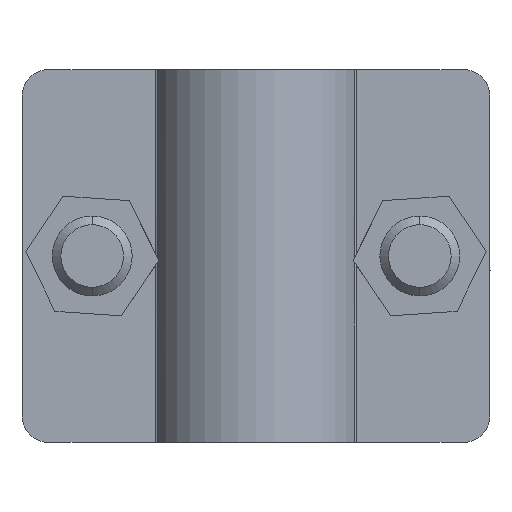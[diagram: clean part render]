
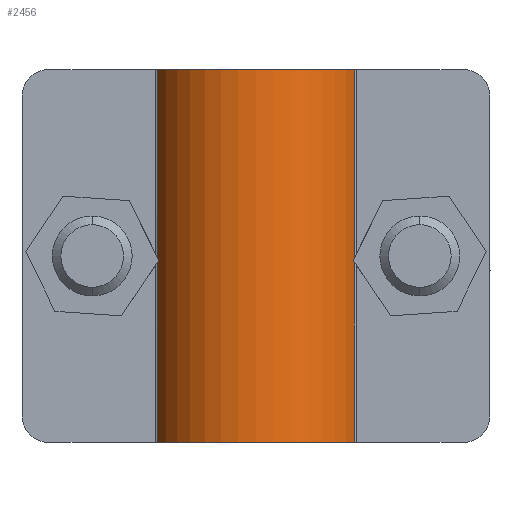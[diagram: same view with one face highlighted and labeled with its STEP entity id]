
A CAD part, front view. The second image highlights one B-rep face of the part: STEP entity #2456.
In plain terms, the highlighted cylindrical face has radius 8 mm (diameter 16 mm), a partial arc.
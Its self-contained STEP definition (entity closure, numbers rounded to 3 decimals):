
#2 = DIRECTION ( 'NONE',  ( 0., 0., 1. ) ) ;
#45 = ORIENTED_EDGE ( 'NONE', *, *, #709, .T. ) ;
#62 = LINE ( 'NONE', #934, #2305 ) ;
#109 = VERTEX_POINT ( 'NONE', #339 ) ;
#114 =( BOUNDED_CURVE ( )  B_SPLINE_CURVE ( 3, ( #2555, #836, #1480, #2357 ),
 .UNSPECIFIED., .F., .F. ) 
 B_SPLINE_CURVE_WITH_KNOTS ( ( 4, 4 ),
 ( 5.863, 5.882 ),
 .UNSPECIFIED. ) 
 CURVE ( )  GEOMETRIC_REPRESENTATION_ITEM ( )  RATIONAL_B_SPLINE_CURVE ( ( 1., 1., 1., 1. ) ) 
 REPRESENTATION_ITEM ( '' )  );
#154 = EDGE_CURVE ( 'NONE', #2187, #1236, #114, .T. ) ;
#280 = CARTESIAN_POINT ( 'NONE',  ( -7.306, -3.26, -0.342 ) ) ;
#327 = CARTESIAN_POINT ( 'NONE',  ( 7.306, -3.26, -0.342 ) ) ;
#339 = CARTESIAN_POINT ( 'NONE',  ( -7.366, -3.122, -0.22 ) ) ;
#354 = CARTESIAN_POINT ( 'NONE',  ( -7.366, -3.122, 14. ) ) ;
#357 = VERTEX_POINT ( 'NONE', #933 ) ;
#369 = LINE ( 'NONE', #354, #2789 ) ;
#407 = DIRECTION ( 'NONE',  ( 0., 0., -1. ) ) ;
#501 = VERTEX_POINT ( 'NONE', #2103 ) ;
#517 = VERTEX_POINT ( 'NONE', #940 ) ;
#526 = EDGE_CURVE ( 'NONE', #517, #109, #1791, .T. ) ;
#599 = DIRECTION ( 'NONE',  ( 0., 0., 1. ) ) ;
#611 = CARTESIAN_POINT ( 'NONE',  ( 7.366, -3.122, 14. ) ) ;
#613 = EDGE_CURVE ( 'NONE', #357, #886, #1101, .T. ) ;
#622 = CARTESIAN_POINT ( 'NONE',  ( -7.366, -3.122, -0.431 ) ) ;
#626 = CARTESIAN_POINT ( 'NONE',  ( 7.366, -3.122, -14. ) ) ;
#652 = VERTEX_POINT ( 'NONE', #2131 ) ;
#709 = EDGE_CURVE ( 'NONE', #1236, #1489, #369, .T. ) ;
#742 = ORIENTED_EDGE ( 'NONE', *, *, #1131, .T. ) ;
#758 = VECTOR ( 'NONE', #1603, 1000. ) ;
#808 = ORIENTED_EDGE ( 'NONE', *, *, #1073, .F. ) ;
#836 = CARTESIAN_POINT ( 'NONE',  ( -7.326, -3.214, -0.373 ) ) ;
#886 = VERTEX_POINT ( 'NONE', #2572 ) ;
#933 = CARTESIAN_POINT ( 'NONE',  ( 7.366, -3.122, -0.22 ) ) ;
#934 = CARTESIAN_POINT ( 'NONE',  ( 7.366, -3.122, 14. ) ) ;
#940 = CARTESIAN_POINT ( 'NONE',  ( -7.366, -3.122, 14. ) ) ;
#946 = CIRCLE ( 'NONE', #2435, 8. ) ;
#960 = CARTESIAN_POINT ( 'NONE',  ( -7.366, -3.122, 14. ) ) ;
#1035 = ORIENTED_EDGE ( 'NONE', *, *, #2152, .F. ) ;
#1073 = EDGE_CURVE ( 'NONE', #517, #501, #946, .T. ) ;
#1084 = CARTESIAN_POINT ( 'NONE',  ( 7.306, -3.26, -0.342 ) ) ;
#1101 =( BOUNDED_CURVE ( )  B_SPLINE_CURVE ( 3, ( #2687, #1616, #2479, #327 ),
 .UNSPECIFIED., .F., .F. ) 
 B_SPLINE_CURVE_WITH_KNOTS ( ( 4, 4 ),
 ( 3.542, 3.561 ),
 .UNSPECIFIED. ) 
 CURVE ( )  GEOMETRIC_REPRESENTATION_ITEM ( )  RATIONAL_B_SPLINE_CURVE ( ( 1., 1., 1., 1. ) ) 
 REPRESENTATION_ITEM ( '' )  );
#1131 = EDGE_CURVE ( 'NONE', #1489, #2557, #1170, .T. ) ;
#1163 = ORIENTED_EDGE ( 'NONE', *, *, #154, .T. ) ;
#1170 = CIRCLE ( 'NONE', #2079, 8. ) ;
#1236 = VERTEX_POINT ( 'NONE', #622 ) ;
#1268 = VECTOR ( 'NONE', #407, 1000. ) ;
#1297 = CARTESIAN_POINT ( 'NONE',  ( -7.346, -3.168, -0.26 ) ) ;
#1339 = EDGE_LOOP ( 'NONE', ( #1342, #2278, #1035, #808, #2240, #2669, #1163, #45, #742, #2714 ) ) ;
#1342 = ORIENTED_EDGE ( 'NONE', *, *, #2242, .F. ) ;
#1405 = CYLINDRICAL_SURFACE ( 'NONE', #1622, 8. ) ;
#1480 = CARTESIAN_POINT ( 'NONE',  ( -7.346, -3.168, -0.402 ) ) ;
#1489 = VERTEX_POINT ( 'NONE', #1800 ) ;
#1583 = DIRECTION ( 'NONE',  ( 0., 0., -1. ) ) ;
#1603 = DIRECTION ( 'NONE',  ( 0., 0., -1. ) ) ;
#1616 = CARTESIAN_POINT ( 'NONE',  ( 7.346, -3.168, -0.26 ) ) ;
#1622 = AXIS2_PLACEMENT_3D ( 'NONE', #1855, #2448, #2280 ) ;
#1750 = CARTESIAN_POINT ( 'NONE',  ( 7.326, -3.214, -0.373 ) ) ;
#1791 = LINE ( 'NONE', #960, #758 ) ;
#1800 = CARTESIAN_POINT ( 'NONE',  ( -7.366, -3.122, -14. ) ) ;
#1855 = CARTESIAN_POINT ( 'NONE',  ( 0., 0., 14. ) ) ;
#1870 = CARTESIAN_POINT ( 'NONE',  ( -7.306, -3.26, -0.342 ) ) ;
#1876 = EDGE_CURVE ( 'NONE', #109, #2187, #2790, .T. ) ;
#1965 = CARTESIAN_POINT ( 'NONE',  ( 7.346, -3.168, -0.402 ) ) ;
#2040 = FACE_OUTER_BOUND ( 'NONE', #1339, .T. ) ;
#2079 = AXIS2_PLACEMENT_3D ( 'NONE', #2748, #599, #2490 ) ;
#2103 = CARTESIAN_POINT ( 'NONE',  ( 7.366, -3.122, 14. ) ) ;
#2131 = CARTESIAN_POINT ( 'NONE',  ( 7.366, -3.122, -0.431 ) ) ;
#2139 = LINE ( 'NONE', #611, #1268 ) ;
#2142 = DIRECTION ( 'NONE',  ( 0., 0., -1. ) ) ;
#2152 = EDGE_CURVE ( 'NONE', #501, #357, #2139, .T. ) ;
#2168 = CARTESIAN_POINT ( 'NONE',  ( -7.326, -3.214, -0.3 ) ) ;
#2187 = VERTEX_POINT ( 'NONE', #1870 ) ;
#2205 = CARTESIAN_POINT ( 'NONE',  ( 7.366, -3.122, -0.431 ) ) ;
#2223 = CARTESIAN_POINT ( 'NONE',  ( -7.366, -3.122, -0.22 ) ) ;
#2240 = ORIENTED_EDGE ( 'NONE', *, *, #526, .T. ) ;
#2242 = EDGE_CURVE ( 'NONE', #886, #652, #2702, .T. ) ;
#2278 = ORIENTED_EDGE ( 'NONE', *, *, #613, .F. ) ;
#2280 = DIRECTION ( 'NONE',  ( -1., 0., 0. ) ) ;
#2305 = VECTOR ( 'NONE', #1583, 1000. ) ;
#2357 = CARTESIAN_POINT ( 'NONE',  ( -7.366, -3.122, -0.431 ) ) ;
#2380 = CARTESIAN_POINT ( 'NONE',  ( 0., 0., 14. ) ) ;
#2435 = AXIS2_PLACEMENT_3D ( 'NONE', #2380, #2, #2593 ) ;
#2448 = DIRECTION ( 'NONE',  ( 0., 0., -1. ) ) ;
#2456 = ADVANCED_FACE ( 'NONE', ( #2040 ), #1405, .T. ) ;
#2479 = CARTESIAN_POINT ( 'NONE',  ( 7.326, -3.214, -0.3 ) ) ;
#2490 = DIRECTION ( 'NONE',  ( 1., 0., 0. ) ) ;
#2499 = EDGE_CURVE ( 'NONE', #652, #2557, #62, .T. ) ;
#2555 = CARTESIAN_POINT ( 'NONE',  ( -7.306, -3.26, -0.342 ) ) ;
#2557 = VERTEX_POINT ( 'NONE', #626 ) ;
#2572 = CARTESIAN_POINT ( 'NONE',  ( 7.306, -3.26, -0.342 ) ) ;
#2593 = DIRECTION ( 'NONE',  ( 1., 0., 0. ) ) ;
#2669 = ORIENTED_EDGE ( 'NONE', *, *, #1876, .T. ) ;
#2687 = CARTESIAN_POINT ( 'NONE',  ( 7.366, -3.122, -0.22 ) ) ;
#2702 =( BOUNDED_CURVE ( )  B_SPLINE_CURVE ( 3, ( #1084, #1750, #1965, #2205 ),
 .UNSPECIFIED., .F., .F. ) 
 B_SPLINE_CURVE_WITH_KNOTS ( ( 4, 4 ),
 ( 5.863, 5.882 ),
 .UNSPECIFIED. ) 
 CURVE ( )  GEOMETRIC_REPRESENTATION_ITEM ( )  RATIONAL_B_SPLINE_CURVE ( ( 1., 1., 1., 1. ) ) 
 REPRESENTATION_ITEM ( '' )  );
#2714 = ORIENTED_EDGE ( 'NONE', *, *, #2499, .F. ) ;
#2748 = CARTESIAN_POINT ( 'NONE',  ( 0., 0., -14. ) ) ;
#2789 = VECTOR ( 'NONE', #2142, 1000. ) ;
#2790 =( BOUNDED_CURVE ( )  B_SPLINE_CURVE ( 3, ( #2223, #1297, #2168, #280 ),
 .UNSPECIFIED., .F., .F. ) 
 B_SPLINE_CURVE_WITH_KNOTS ( ( 4, 4 ),
 ( 3.542, 3.561 ),
 .UNSPECIFIED. ) 
 CURVE ( )  GEOMETRIC_REPRESENTATION_ITEM ( )  RATIONAL_B_SPLINE_CURVE ( ( 1., 1., 1., 1. ) ) 
 REPRESENTATION_ITEM ( '' )  );
